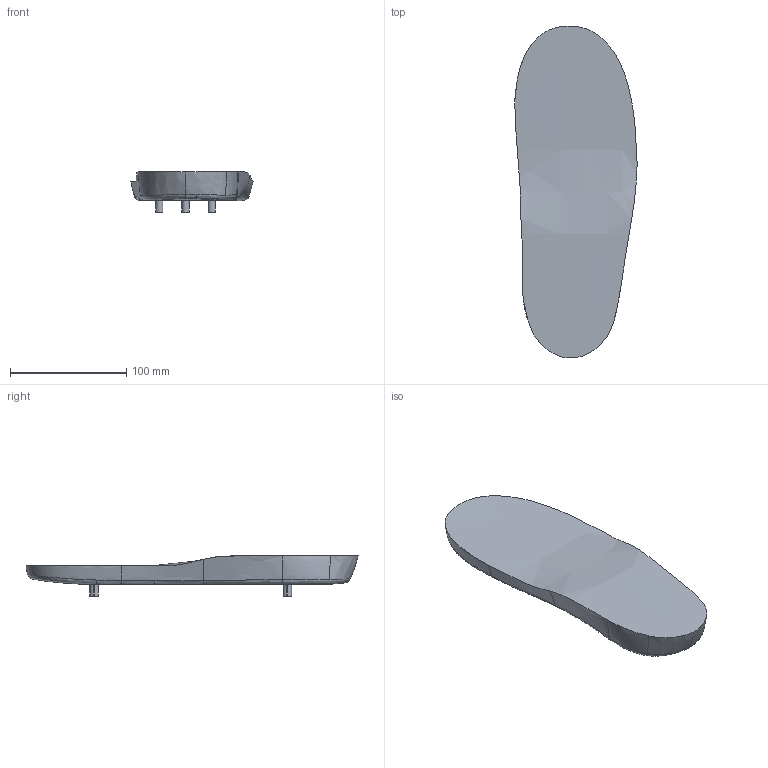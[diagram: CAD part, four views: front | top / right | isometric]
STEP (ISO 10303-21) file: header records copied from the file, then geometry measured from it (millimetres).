
FILE_DESCRIPTION(/* description */ (''),/* implementation_level */ '2;1');
FILE_NAME(/* name */ 'Base 282.step',/* time_stamp */ '2024-01-20T14:54:20-05:00',/* author */ (''),/* organization */ (''),/* preprocessor_version */ 'ST-DEVELOPER v20',/* originating_system */ 'Autodesk Translation Framework v12.14.0.127',/* authorisation */ '');
FILE_SCHEMA (('AUTOMOTIVE_DESIGN { 1 0 10303 214 3 1 1 }'));
Products named in the file (2): base 282; Standard 42
Assembly tree (1 placements, depth 2):
  base 282
    Standard 42
Bounding box: 104.96 x 285.1 x 34.63 mm (x, y, z)
Volume: 453281.8 mm3; surface area: 59897.9 mm2
Topology: 1 solids, 1 shells, 65 faces, 179 edges, 121 vertices
Faces by surface type: bspline 35, plane 18, cylinder 12
Entity records: 42178 total; most frequent: CARTESIAN_POINT 40778, ORIENTED_EDGE 358, EDGE_CURVE 179, DIRECTION 153, VERTEX_POINT 121, B_SPLINE_CURVE_WITH_KNOTS 103, EDGE_LOOP 70, FACE_OUTER_BOUND 65
